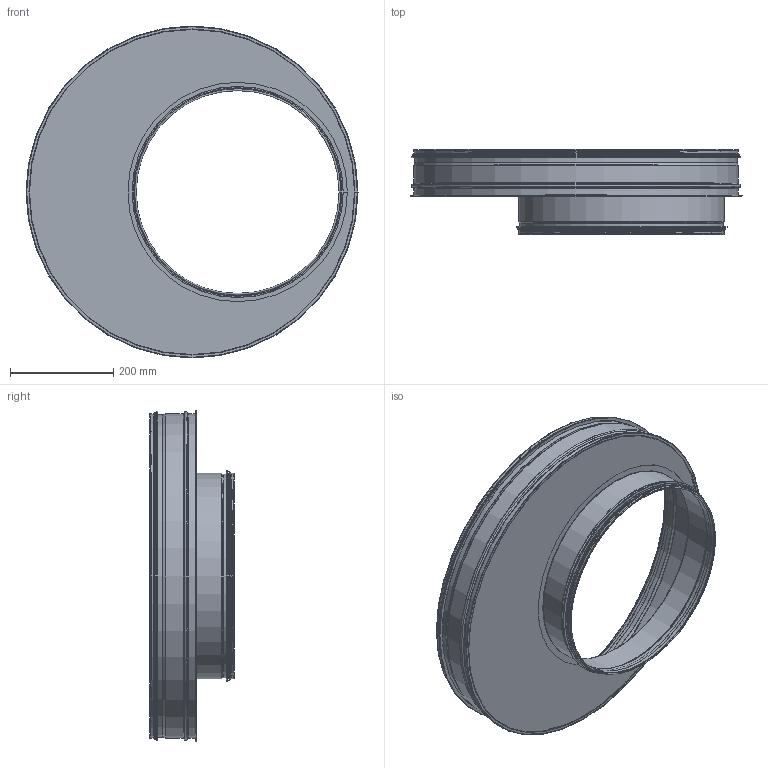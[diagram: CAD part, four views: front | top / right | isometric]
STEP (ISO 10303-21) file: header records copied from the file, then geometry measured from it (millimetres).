
FILE_DESCRIPTION((''),'2;1');
FILE_NAME('HFE_630-400.stp','2014-02-19T14:32:16',(''),(''),'Autodesk Inventor 2013','Autodesk Inventor 2013','');
FILE_SCHEMA(('AUTOMOTIVE_DESIGN { 1 2 10303 214 0 1 1 1 }'));
Length unit declared in the file: millimetre
Products named in the file (8): HFE_630-400; StosDragenKant-400; StosDragenKantRörämne-400; 999009; RondellMedHål_630-400; HSGMedFals-630; HSGMedFalsRörämne-630; 999011
Assembly tree (7 placements, depth 3):
  HFE_630-400
    StosDragenKant-400
      StosDragenKantRörämne-400
      999009
    RondellMedHål_630-400
    HSGMedFals-630
      HSGMedFalsRörämne-630
      999011
Bounding box: 643.2 x 164.5 x 643.2 mm (x, y, z)
Volume: 380690.9 mm3; surface area: 1253393.6 mm2
Topology: 5 solids, 5 shells, 166 faces, 320 edges, 170 vertices
Faces by surface type: plane 80, torus 40, cylinder 30, cone 16
Full cylindrical faces by diameter (mm): 393 x1, 394 x1, 395.2 x1, 397.8 x5, 398.8 x2, 399.8 x1, 404.2 x1, 409.2 x1, 424.8 x1, 622.9 x1, 623.9 x1, 625.1 x1, 627.7 x6, 628.7 x3, 631.7 x1, 634.1 x1, 639.1 x1, 640.7 x1
Entity records: 4383 total; most frequent: DIRECTION 814, CARTESIAN_POINT 641, ORIENTED_EDGE 580, AXIS2_PLACEMENT_3D 343, EDGE_CURVE 290, EDGE_LOOP 208, STYLED_ITEM 171, VERTEX_POINT 170
